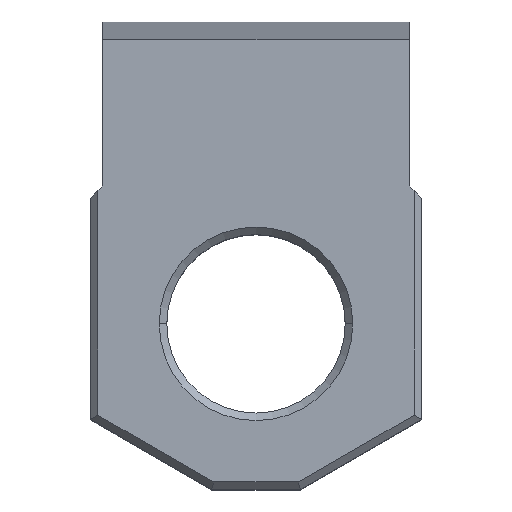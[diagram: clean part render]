
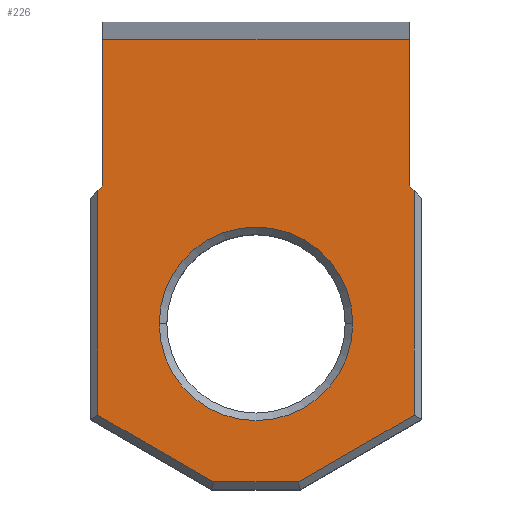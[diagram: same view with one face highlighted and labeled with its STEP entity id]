
A CAD part, top view. The second image highlights one B-rep face of the part: STEP entity #226.
In plain terms, the highlighted planar face has unit normal (0, 0, 1).
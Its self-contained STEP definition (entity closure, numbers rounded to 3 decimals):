
#14 = LINE ( 'NONE', #112, #532 ) ;
#24 = VERTEX_POINT ( 'NONE', #559 ) ;
#44 = LINE ( 'NONE', #208, #1632 ) ;
#51 = VERTEX_POINT ( 'NONE', #593 ) ;
#65 = CARTESIAN_POINT ( 'NONE',  ( -3.825, 6.55, 0. ) ) ;
#70 = DIRECTION ( 'NONE',  ( 0.866, 0.5, 0. ) ) ;
#78 = CARTESIAN_POINT ( 'NONE',  ( 3.825, 6.55, 0. ) ) ;
#107 = EDGE_CURVE ( 'NONE', #24, #952, #639, .T. ) ;
#112 = CARTESIAN_POINT ( 'NONE',  ( 0., 0.3, 0. ) ) ;
#138 = VECTOR ( 'NONE', #1455, 1000. ) ;
#164 = VERTEX_POINT ( 'NONE', #708 ) ;
#207 = ORIENTED_EDGE ( 'NONE', *, *, #492, .T. ) ;
#208 = CARTESIAN_POINT ( 'NONE',  ( 0.289, -0.5, 0. ) ) ;
#226 = ADVANCED_FACE ( 'NONE', ( #1146, #1147 ), #1149, .T. ) ;
#246 = VERTEX_POINT ( 'NONE', #1176 ) ;
#253 = VECTOR ( 'NONE', #1184, 1000. ) ;
#270 = ORIENTED_EDGE ( 'NONE', *, *, #1299, .F. ) ;
#334 = ORIENTED_EDGE ( 'NONE', *, *, #107, .T. ) ;
#348 = ORIENTED_EDGE ( 'NONE', *, *, #362, .T. ) ;
#362 = EDGE_CURVE ( 'NONE', #1733, #1289, #1318, .T. ) ;
#408 = EDGE_CURVE ( 'NONE', #1231, #1683, #1369, .T. ) ;
#417 = VERTEX_POINT ( 'NONE', #1380 ) ;
#440 = VECTOR ( 'NONE', #1326, 1000. ) ;
#445 = DIRECTION ( 'NONE',  ( 1., 0., 0. ) ) ;
#448 = ORIENTED_EDGE ( 'NONE', *, *, #816, .T. ) ;
#449 = ORIENTED_EDGE ( 'NONE', *, *, #1731, .T. ) ;
#458 = DIRECTION ( 'NONE',  ( 0., 0., -1. ) ) ;
#459 = ORIENTED_EDGE ( 'NONE', *, *, #1869, .T. ) ;
#468 = VECTOR ( 'NONE', #1253, 1000. ) ;
#470 = CARTESIAN_POINT ( 'NONE',  ( 0., 6.55, 0. ) ) ;
#483 = EDGE_LOOP ( 'NONE', ( #594, #334, #207, #270, #1511, #449, #1614, #348, #448, #1028 ) ) ;
#492 = EDGE_CURVE ( 'NONE', #952, #51, #1447, .T. ) ;
#532 = VECTOR ( 'NONE', #1831, 1000. ) ;
#559 = CARTESIAN_POINT ( 'NONE',  ( 6.25, 2.942, 0. ) ) ;
#592 = VECTOR ( 'NONE', #1372, 1000. ) ;
#593 = CARTESIAN_POINT ( 'NONE',  ( 6.06, 12., 0. ) ) ;
#594 = ORIENTED_EDGE ( 'NONE', *, *, #974, .T. ) ;
#639 = LINE ( 'NONE', #642, #1765 ) ;
#642 = CARTESIAN_POINT ( 'NONE',  ( 6.25, 0., 0. ) ) ;
#644 = DIRECTION ( 'NONE',  ( 0., 1., 0. ) ) ;
#708 = CARTESIAN_POINT ( 'NONE',  ( 1.675, 0.3, 0. ) ) ;
#718 = EDGE_CURVE ( 'NONE', #1733, #246, #1646, .T. ) ;
#816 = EDGE_CURVE ( 'NONE', #1289, #417, #1705, .T. ) ;
#864 = EDGE_CURVE ( 'NONE', #992, #1072, #1267, .T. ) ;
#952 = VERTEX_POINT ( 'NONE', #1785 ) ;
#974 = EDGE_CURVE ( 'NONE', #164, #24, #44, .T. ) ;
#975 = EDGE_LOOP ( 'NONE', ( #1551, #459 ) ) ;
#976 = VECTOR ( 'NONE', #1650, 1000. ) ;
#992 = VERTEX_POINT ( 'NONE', #78 ) ;
#1028 = ORIENTED_EDGE ( 'NONE', *, *, #1198, .T. ) ;
#1072 = VERTEX_POINT ( 'NONE', #65 ) ;
#1099 = AXIS2_PLACEMENT_3D ( 'NONE', #1732, #1734, #1735 ) ;
#1123 = VECTOR ( 'NONE', #1710, 1000. ) ;
#1146 = FACE_BOUND ( 'NONE', #975, .T. ) ;
#1147 = FACE_OUTER_BOUND ( 'NONE', #483, .T. ) ;
#1149 = PLANE ( 'NONE',  #1900 ) ;
#1151 = CARTESIAN_POINT ( 'NONE',  ( 0., 0., 0. ) ) ;
#1155 = DIRECTION ( 'NONE',  ( 0., 0., 1. ) ) ;
#1156 = DIRECTION ( 'NONE',  ( 1., 0., 0. ) ) ;
#1176 = CARTESIAN_POINT ( 'NONE',  ( -6.06, 12., 0. ) ) ;
#1184 = DIRECTION ( 'NONE',  ( 0., -1., 0. ) ) ;
#1187 = CARTESIAN_POINT ( 'NONE',  ( 6.06, 0., 0. ) ) ;
#1198 = EDGE_CURVE ( 'NONE', #417, #164, #14, .T. ) ;
#1201 = LINE ( 'NONE', #1187, #253 ) ;
#1231 = VERTEX_POINT ( 'NONE', #1437 ) ;
#1247 = CARTESIAN_POINT ( 'NONE',  ( -6.25, 11.81, 0. ) ) ;
#1248 = CARTESIAN_POINT ( 'NONE',  ( -6.25, 2.942, 0. ) ) ;
#1253 = DIRECTION ( 'NONE',  ( 0., -1., 0. ) ) ;
#1254 = CARTESIAN_POINT ( 'NONE',  ( -6.06, 0., 0. ) ) ;
#1259 = LINE ( 'NONE', #1254, #468 ) ;
#1267 = CIRCLE ( 'NONE', #1099, 3.825 ) ;
#1269 = CIRCLE ( 'NONE', #1353, 3.825 ) ;
#1282 = CARTESIAN_POINT ( 'NONE',  ( -6.06, 17.766, 0. ) ) ;
#1289 = VERTEX_POINT ( 'NONE', #1248 ) ;
#1299 = EDGE_CURVE ( 'NONE', #1231, #51, #1201, .T. ) ;
#1318 = LINE ( 'NONE', #1325, #440 ) ;
#1325 = CARTESIAN_POINT ( 'NONE',  ( -6.25, 2.768, 0. ) ) ;
#1326 = DIRECTION ( 'NONE',  ( 0., -1., 0. ) ) ;
#1353 = AXIS2_PLACEMENT_3D ( 'NONE', #470, #458, #445 ) ;
#1369 = LINE ( 'NONE', #1371, #592 ) ;
#1371 = CARTESIAN_POINT ( 'NONE',  ( 0., 17.766, 0. ) ) ;
#1372 = DIRECTION ( 'NONE',  ( -1., 0., 0. ) ) ;
#1380 = CARTESIAN_POINT ( 'NONE',  ( -1.675, 0.3, 0. ) ) ;
#1437 = CARTESIAN_POINT ( 'NONE',  ( 6.06, 17.766, 0. ) ) ;
#1447 = LINE ( 'NONE', #1451, #138 ) ;
#1451 = CARTESIAN_POINT ( 'NONE',  ( 9.03, 9.03, 0. ) ) ;
#1455 = DIRECTION ( 'NONE',  ( -0.707, 0.707, 0. ) ) ;
#1511 = ORIENTED_EDGE ( 'NONE', *, *, #408, .T. ) ;
#1551 = ORIENTED_EDGE ( 'NONE', *, *, #864, .T. ) ;
#1614 = ORIENTED_EDGE ( 'NONE', *, *, #718, .F. ) ;
#1632 = VECTOR ( 'NONE', #70, 1000. ) ;
#1646 = LINE ( 'NONE', #1649, #976 ) ;
#1649 = CARTESIAN_POINT ( 'NONE',  ( -9.03, 9.03, 0. ) ) ;
#1650 = DIRECTION ( 'NONE',  ( 0.707, 0.707, 0. ) ) ;
#1683 = VERTEX_POINT ( 'NONE', #1282 ) ;
#1705 = LINE ( 'NONE', #1708, #1123 ) ;
#1708 = CARTESIAN_POINT ( 'NONE',  ( -1.605, 0.26, 0. ) ) ;
#1710 = DIRECTION ( 'NONE',  ( 0.866, -0.5, 0. ) ) ;
#1731 = EDGE_CURVE ( 'NONE', #1683, #246, #1259, .T. ) ;
#1732 = CARTESIAN_POINT ( 'NONE',  ( 0., 6.55, 0. ) ) ;
#1733 = VERTEX_POINT ( 'NONE', #1247 ) ;
#1734 = DIRECTION ( 'NONE',  ( 0., 0., -1. ) ) ;
#1735 = DIRECTION ( 'NONE',  ( 1., 0., 0. ) ) ;
#1765 = VECTOR ( 'NONE', #644, 1000. ) ;
#1785 = CARTESIAN_POINT ( 'NONE',  ( 6.25, 11.81, 0. ) ) ;
#1831 = DIRECTION ( 'NONE',  ( 1., 0., 0. ) ) ;
#1869 = EDGE_CURVE ( 'NONE', #1072, #992, #1269, .T. ) ;
#1900 = AXIS2_PLACEMENT_3D ( 'NONE', #1151, #1155, #1156 ) ;
